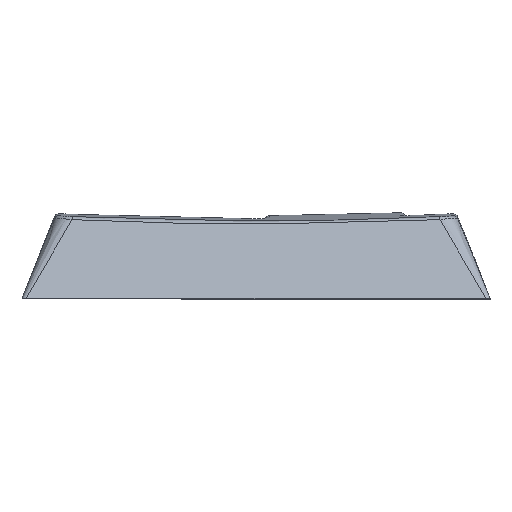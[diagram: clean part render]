
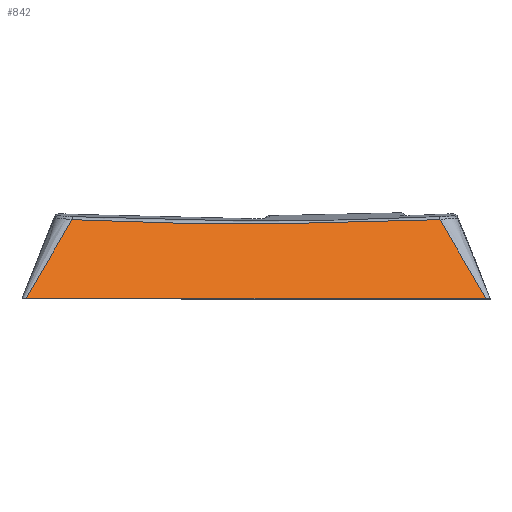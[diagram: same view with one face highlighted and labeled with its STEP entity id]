
A CAD part, top view. The second image highlights one B-rep face of the part: STEP entity #842.
In plain terms, the highlighted planar face has unit normal (0, 0.454, 0.891).
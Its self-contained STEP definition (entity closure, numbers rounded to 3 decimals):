
#357 = ORIENTED_EDGE ( 'NONE', *, *, #11434, .T. ) ;
#407 = CARTESIAN_POINT ( 'NONE',  ( 16.473, 7.061, 14.977 ) ) ;
#456 = CARTESIAN_POINT ( 'NONE',  ( 16.473, 7.061, 14.977 ) ) ;
#665 = CARTESIAN_POINT ( 'NONE',  ( -5.498, 6.562, 15.232 ) ) ;
#842 = ADVANCED_FACE ( 'NONE', ( #7851 ), #15899, .F. ) ;
#1254 = EDGE_CURVE ( 'NONE', #7701, #18397, #17212, .T. ) ;
#1467 = ORIENTED_EDGE ( 'NONE', *, *, #5406, .T. ) ;
#1848 = CARTESIAN_POINT ( 'NONE',  ( 16.473, 7.061, 14.977 ) ) ;
#3074 = CARTESIAN_POINT ( 'NONE',  ( -19.145, 2.481, 17.311 ) ) ;
#3188 = EDGE_CURVE ( 'NONE', #7794, #4805, #3602, .T. ) ;
#3389 = AXIS2_PLACEMENT_3D ( 'NONE', #19091, #12808, #12705 ) ;
#3602 = B_SPLINE_CURVE_WITH_KNOTS ( 'NONE', 3,
 ( #12963, #15742, #7903, #1848 ),
 .UNSPECIFIED., .F., .F.,
 ( 4, 4 ),
 ( 0., 0.962 ),
 .UNSPECIFIED. ) ;
#4805 = VERTEX_POINT ( 'NONE', #407 ) ;
#5406 = EDGE_CURVE ( 'NONE', #4805, #7701, #20199, .T. ) ;
#7701 = VERTEX_POINT ( 'NONE', #11852 ) ;
#7794 = VERTEX_POINT ( 'NONE', #13173 ) ;
#7851 = FACE_OUTER_BOUND ( 'NONE', #18312, .T. ) ;
#7903 = CARTESIAN_POINT ( 'NONE',  ( 17.77, 4.835, 16.111 ) ) ;
#8935 = CARTESIAN_POINT ( 'NONE',  ( -20.598, 0., 18.575 ) ) ;
#9452 = CARTESIAN_POINT ( 'NONE',  ( -20.598, 0., 18.575 ) ) ;
#10092 = ORIENTED_EDGE ( 'NONE', *, *, #1254, .T. ) ;
#11318 = CARTESIAN_POINT ( 'NONE',  ( -16.473, 7.061, 14.977 ) ) ;
#11434 = EDGE_CURVE ( 'NONE', #18397, #7794, #17453, .T. ) ;
#11852 = CARTESIAN_POINT ( 'NONE',  ( -16.473, 7.061, 14.977 ) ) ;
#12402 = DIRECTION ( 'NONE',  ( 1., 0., 0. ) ) ;
#12705 = DIRECTION ( 'NONE',  ( 0., 0.891, -0.454 ) ) ;
#12808 = DIRECTION ( 'NONE',  ( 0., -0.454, -0.891 ) ) ;
#12963 = CARTESIAN_POINT ( 'NONE',  ( 20.598, 0., 18.575 ) ) ;
#13173 = CARTESIAN_POINT ( 'NONE',  ( 20.598, 0., 18.575 ) ) ;
#15071 = CARTESIAN_POINT ( 'NONE',  ( 5.498, 6.562, 15.232 ) ) ;
#15742 = CARTESIAN_POINT ( 'NONE',  ( 19.145, 2.481, 17.311 ) ) ;
#15899 = PLANE ( 'NONE',  #3389 ) ;
#15908 = CARTESIAN_POINT ( 'NONE',  ( -20.956, 0., 18.575 ) ) ;
#17212 = B_SPLINE_CURVE_WITH_KNOTS ( 'NONE', 3,
 ( #11318, #17490, #3074, #9452 ),
 .UNSPECIFIED., .F., .F.,
 ( 4, 4 ),
 ( 0.038, 1. ),
 .UNSPECIFIED. ) ;
#17453 = LINE ( 'NONE', #15908, #17899 ) ;
#17490 = CARTESIAN_POINT ( 'NONE',  ( -17.77, 4.835, 16.111 ) ) ;
#17691 = ORIENTED_EDGE ( 'NONE', *, *, #3188, .T. ) ;
#17899 = VECTOR ( 'NONE', #12402, 1000. ) ;
#18312 = EDGE_LOOP ( 'NONE', ( #17691, #1467, #10092, #357 ) ) ;
#18397 = VERTEX_POINT ( 'NONE', #8935 ) ;
#19091 = CARTESIAN_POINT ( 'NONE',  ( 20.956, 7.514, 14.747 ) ) ;
#19512 = CARTESIAN_POINT ( 'NONE',  ( -16.473, 7.061, 14.977 ) ) ;
#20199 = B_SPLINE_CURVE_WITH_KNOTS ( 'NONE', 3,
 ( #456, #15071, #665, #19512 ),
 .UNSPECIFIED., .F., .F.,
 ( 4, 4 ),
 ( 0., 0.033 ),
 .UNSPECIFIED. ) ;
